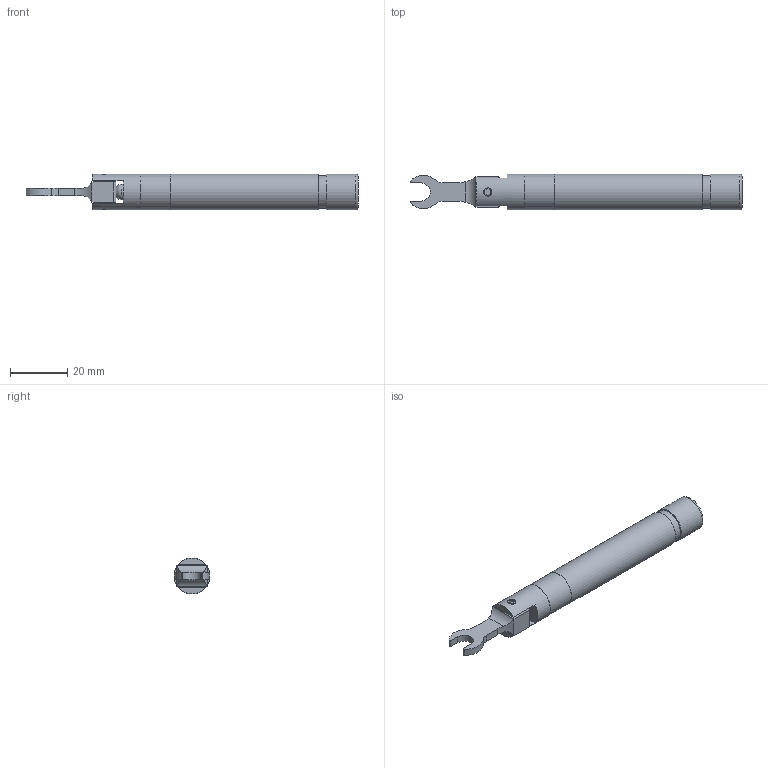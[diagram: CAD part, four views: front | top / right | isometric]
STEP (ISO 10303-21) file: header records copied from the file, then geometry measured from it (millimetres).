
FILE_DESCRIPTION (( 'STEP AP203' ), '1' );
FILE_NAME ('PE5019-13_3D.step', '2021-08-25T17:05:40', ( '' ), ( '' ), 'SwSTEP 2.0', 'SolidWorks 2021', '' );
FILE_SCHEMA (( 'CONFIG_CONTROL_DESIGN' ));
Length unit declared in the file: inch
Products named in the file (1): PE5019-13_3D
Bounding box: 115.6 x 12.5 x 12.5 mm (x, y, z)
Volume: 11378.1 mm3; surface area: 4815.4 mm2
Topology: 1 solids, 1 shells, 67 faces, 158 edges, 104 vertices
Faces by surface type: plane 39, cylinder 26, torus 2
Full cylindrical faces by diameter (mm): 2.761 x2, 2.863 x2, 5.347 x1, 11.496 x1, 12.398 x1, 12.5 x3
Entity records: 2061 total; most frequent: CARTESIAN_POINT 458, DIRECTION 324, ORIENTED_EDGE 286, EDGE_CURVE 143, AXIS2_PLACEMENT_3D 119, VERTEX_POINT 101, EDGE_LOOP 92, LINE 86
